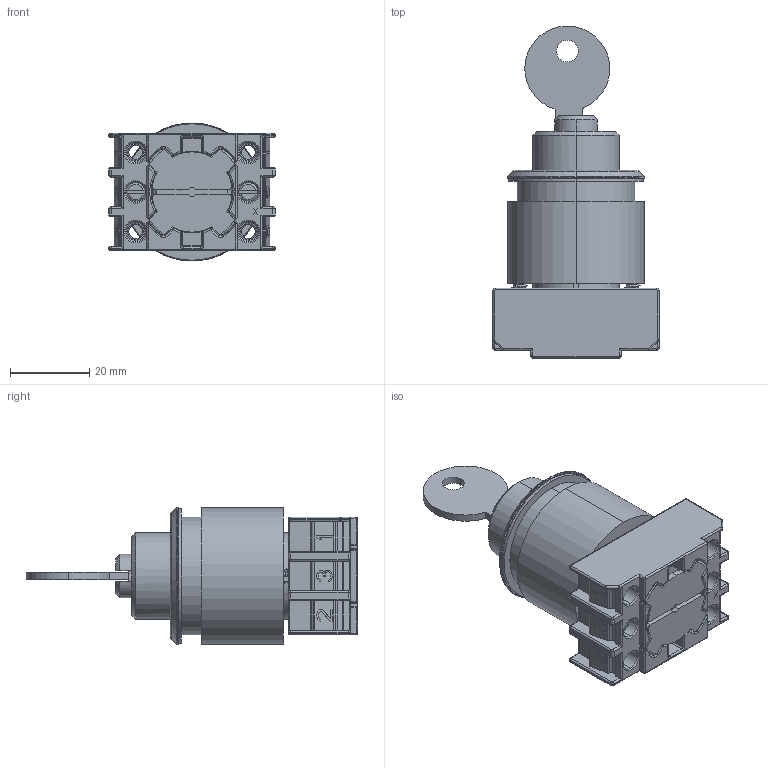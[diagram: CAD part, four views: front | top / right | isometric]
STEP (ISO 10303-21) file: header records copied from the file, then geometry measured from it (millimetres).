
FILE_DESCRIPTION (( 'STEP AP203' ), '1' );
FILE_NAME ('ESS32S123.V.step', '2020-12-14T22:43:49', ( '' ), ( '' ), 'SwSTEP 2.0', 'SolidWorks 2019', '' );
FILE_SCHEMA (( 'CONFIG_CONTROL_DESIGN' ));
Length unit declared in the file: millimetre
Products named in the file (1): ESS32S123.V
Bounding box: 42 x 83.94 x 34.89 mm (x, y, z)
Volume: 36829.4 mm3; surface area: 27554.1 mm2
Topology: 6 solids, 6 shells, 1565 faces, 4228 edges, 2651 vertices
Faces by surface type: plane 586, cylinder 551, bspline 253, cone 150, torus 25
Entity records: 69580 total; most frequent: CARTESIAN_POINT 33215, ORIENTED_EDGE 8360, DIRECTION 6618, EDGE_CURVE 4180, VERTEX_POINT 2651, AXIS2_PLACEMENT_3D 2285, VECTOR 2048, LINE 2048
